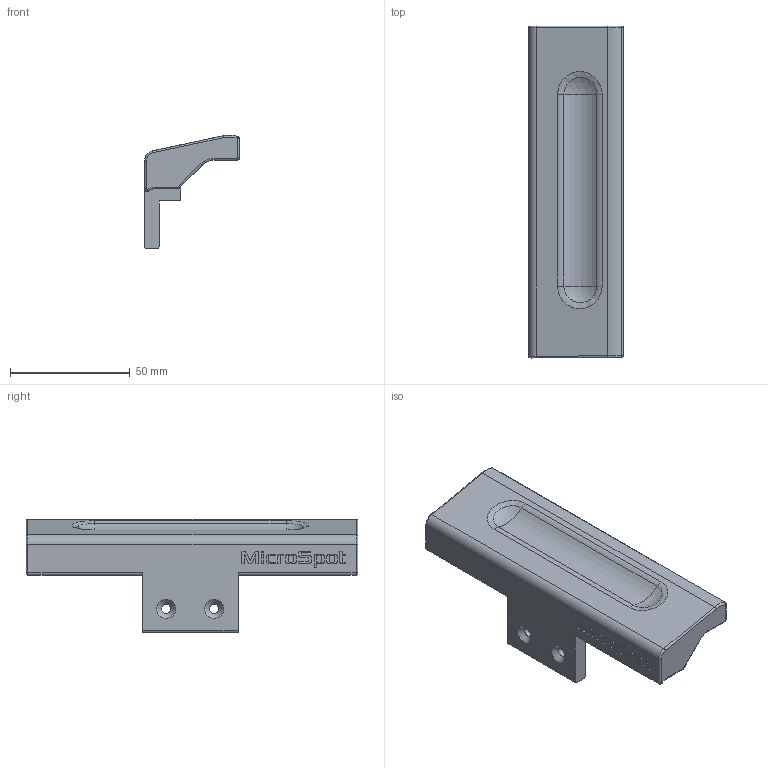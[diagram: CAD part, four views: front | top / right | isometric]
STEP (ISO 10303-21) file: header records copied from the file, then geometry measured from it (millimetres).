
FILE_DESCRIPTION(('FreeCAD Model'),'2;1');
FILE_NAME('LAxisShield.step','2018-02-06T13:27:10',('Author'),('' ),'Open CASCADE STEP processor 6.9','FreeCAD','Unknown');
FILE_SCHEMA(('AUTOMOTIVE_DESIGN_CC2 { 1 2 10303 214 -1 1 5 4 }'));
Length unit declared in the file: millimetre
Products named in the file (1): LAxisShield
Bounding box: 39.5 x 138.5 x 47.49 mm (x, y, z)
Volume: 62480.9 mm3; surface area: 19665.7 mm2
Topology: 1 solids, 1 shells, 206 faces, 536 edges, 346 vertices
Faces by surface type: plane 118, extrusion 36, cylinder 30, torus 8, bspline 6, revolution 4, sphere 2, cone 2
Full cylindrical faces by diameter (mm): 3.8 x2
Entity records: 14682 total; most frequent: CARTESIAN_POINT 4117, DIRECTION 1837, VECTOR 1350, LINE 1314, ORIENTED_EDGE 1072, PCURVE 1072, DEFINITIONAL_REPRESENTATION 1072, EDGE_CURVE 536
